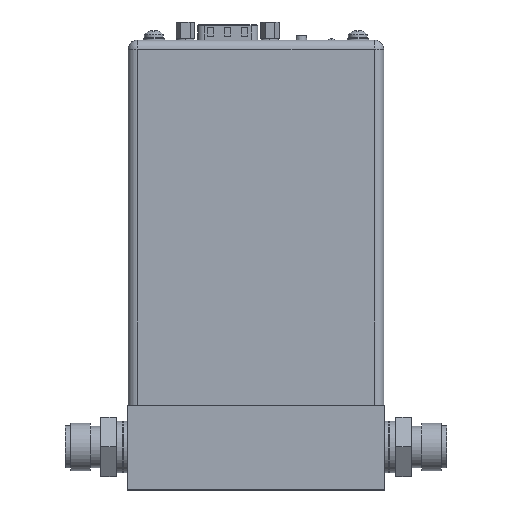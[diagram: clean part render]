
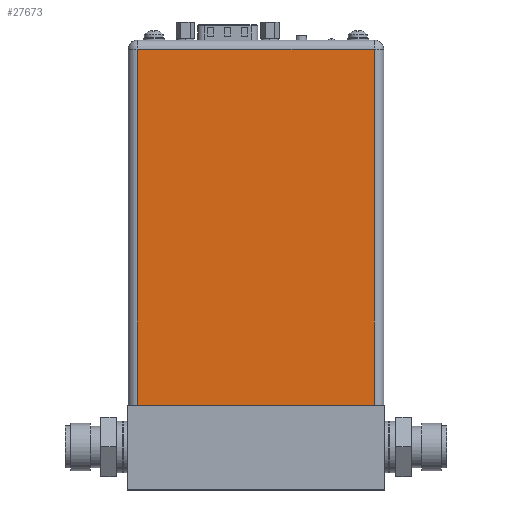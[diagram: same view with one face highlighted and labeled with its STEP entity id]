
A CAD part, top view. The second image highlights one B-rep face of the part: STEP entity #27673.
In plain terms, the highlighted planar face has unit normal (0, 0, 1).
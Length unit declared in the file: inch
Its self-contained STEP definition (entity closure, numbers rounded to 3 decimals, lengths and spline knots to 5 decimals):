
#26239=DIRECTION('',(1.,0.,0.));
#26240=VECTOR('',#26239,2.757);
#26241=CARTESIAN_POINT('',(-1.3785,0.,1.425));
#26242=LINE('',#26241,#26240);
#26667=DIRECTION('',(0.,-1.,0.));
#26668=VECTOR('',#26667,4.141);
#26669=CARTESIAN_POINT('',(1.3785,4.141,1.425));
#26670=LINE('',#26669,#26668);
#26671=DIRECTION('',(0.,-1.,0.));
#26672=VECTOR('',#26671,4.141);
#26673=CARTESIAN_POINT('',(-1.3785,4.141,1.425));
#26674=LINE('',#26673,#26672);
#26675=DIRECTION('',(1.,0.,0.));
#26676=VECTOR('',#26675,2.757);
#26677=CARTESIAN_POINT('',(-1.3785,4.141,1.425));
#26678=LINE('',#26677,#26676);
#26977=CARTESIAN_POINT('',(1.3785,0.,1.425));
#26979=VERTEX_POINT('',#26977);
#26980=CARTESIAN_POINT('',(1.3785,4.141,1.425));
#26981=VERTEX_POINT('',#26980);
#26992=CARTESIAN_POINT('',(-1.3785,0.,1.425));
#26994=VERTEX_POINT('',#26992);
#26996=CARTESIAN_POINT('',(-1.3785,4.141,1.425));
#26997=VERTEX_POINT('',#26996);
#27661=CARTESIAN_POINT('',(-1.4875,0.,1.425));
#27662=DIRECTION('',(0.,0.,1.));
#27663=DIRECTION('',(1.,0.,0.));
#27664=AXIS2_PLACEMENT_3D('',#27661,#27662,#27663);
#27665=PLANE('',#27664);
#27667=ORIENTED_EDGE('',*,*,#27666,.T.);
#27668=ORIENTED_EDGE('',*,*,#27127,.F.);
#27669=ORIENTED_EDGE('',*,*,#27630,.F.);
#27670=ORIENTED_EDGE('',*,*,#27652,.T.);
#27671=EDGE_LOOP('',(#27667,#27668,#27669,#27670));
#27672=FACE_OUTER_BOUND('',#27671,.F.);
#27673=ADVANCED_FACE('',(#27672),#27665,.T.);
#27127=EDGE_CURVE('',#26994,#26979,#26242,.T.);
#27630=EDGE_CURVE('',#26997,#26994,#26674,.T.);
#27652=EDGE_CURVE('',#26997,#26981,#26678,.T.);
#27666=EDGE_CURVE('',#26981,#26979,#26670,.T.);
